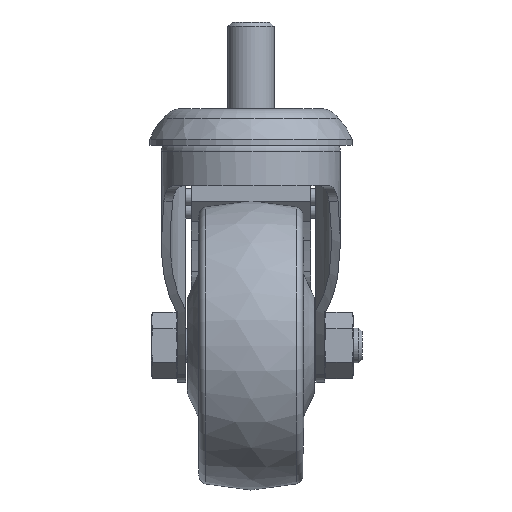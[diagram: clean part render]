
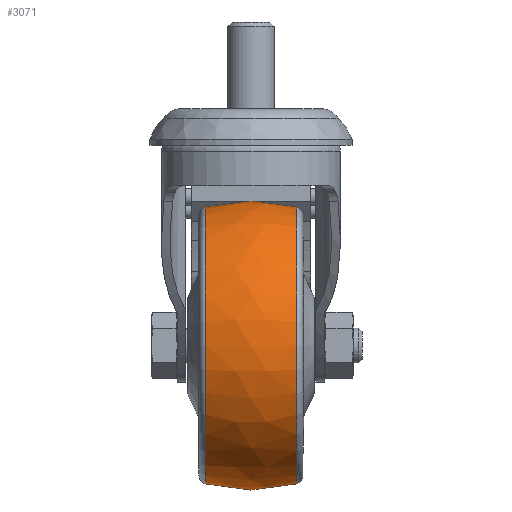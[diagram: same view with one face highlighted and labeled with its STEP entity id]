
A CAD part, left-side view. The second image highlights one B-rep face of the part: STEP entity #3071.
In plain terms, the highlighted free-form (B-spline) face has degree [2, 2] with [3, 9] control points.
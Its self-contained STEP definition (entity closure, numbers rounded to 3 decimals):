
#48=(
BOUNDED_SURFACE()
B_SPLINE_SURFACE(2,2,((#5857,#5858,#5859,#5860,#5861,#5862,#5863,#5864,
#5865),(#5866,#5867,#5868,#5869,#5870,#5871,#5872,#5873,#5874),(#5875,#5876,
#5877,#5878,#5879,#5880,#5881,#5882,#5883)),.UNSPECIFIED.,.F.,.T.,.F.)
B_SPLINE_SURFACE_WITH_KNOTS((3,3),(3,2,2,2,3),(-0.266,0.266),
(-3.142,-1.571,0.,1.571,3.142),
 .UNSPECIFIED.)
GEOMETRIC_REPRESENTATION_ITEM()
RATIONAL_B_SPLINE_SURFACE(((1.,0.707,1.,0.707,1.,
0.707,1.,0.707,1.),(0.965,0.682,
0.965,0.682,0.965,0.682,
0.965,0.682,0.965),(1.,0.707,
1.,0.707,1.,0.707,1.,0.707,1.)))
REPRESENTATION_ITEM('')
SURFACE()
);
#805=FACE_OUTER_BOUND('',#1026,.T.);
#1026=EDGE_LOOP('',(#2819,#2820,#2821,#2822));
#1223=CIRCLE('',#3674,23.943);
#1224=CIRCLE('',#3675,30.);
#1225=CIRCLE('',#3676,23.943);
#1549=VERTEX_POINT('',#5854);
#1550=VERTEX_POINT('',#5884);
#1973=EDGE_CURVE('',#1549,#1549,#1223,.T.);
#1974=EDGE_CURVE('',#1549,#1550,#1224,.T.);
#1975=EDGE_CURVE('',#1550,#1550,#1225,.T.);
#2819=ORIENTED_EDGE('',*,*,#1973,.F.);
#2820=ORIENTED_EDGE('',*,*,#1974,.T.);
#2821=ORIENTED_EDGE('',*,*,#1975,.T.);
#2822=ORIENTED_EDGE('',*,*,#1974,.F.);
#3071=ADVANCED_FACE('',(#805),#48,.F.);
#3674=AXIS2_PLACEMENT_3D('',#5856,#4616,#4617);
#3675=AXIS2_PLACEMENT_3D('',#5885,#4618,#4619);
#3676=AXIS2_PLACEMENT_3D('',#5886,#4620,#4621);
#4616=DIRECTION('center_axis',(1.,0.,0.));
#4617=DIRECTION('ref_axis',(0.,0.,-1.));
#4618=DIRECTION('center_axis',(0.,-1.,0.));
#4619=DIRECTION('ref_axis',(0.,0.,1.));
#4620=DIRECTION('center_axis',(1.,0.,0.));
#4621=DIRECTION('ref_axis',(0.,0.,-1.));
#5854=CARTESIAN_POINT('',(18.395,0.,23.943));
#5856=CARTESIAN_POINT('Origin',(18.395,0.,0.));
#5857=CARTESIAN_POINT('Ctrl Pts',(2.605,0.,23.943));
#5858=CARTESIAN_POINT('Ctrl Pts',(2.605,-23.943,23.943));
#5859=CARTESIAN_POINT('Ctrl Pts',(2.605,-23.943,0.));
#5860=CARTESIAN_POINT('Ctrl Pts',(2.605,-23.943,-23.943));
#5861=CARTESIAN_POINT('Ctrl Pts',(2.605,0.,-23.943));
#5862=CARTESIAN_POINT('Ctrl Pts',(2.605,23.943,-23.943));
#5863=CARTESIAN_POINT('Ctrl Pts',(2.605,23.943,0.));
#5864=CARTESIAN_POINT('Ctrl Pts',(2.605,23.943,23.943));
#5865=CARTESIAN_POINT('Ctrl Pts',(2.605,0.,23.943));
#5866=CARTESIAN_POINT('Ctrl Pts',(10.5,0.,26.096));
#5867=CARTESIAN_POINT('Ctrl Pts',(10.5,-26.096,26.096));
#5868=CARTESIAN_POINT('Ctrl Pts',(10.5,-26.096,0.));
#5869=CARTESIAN_POINT('Ctrl Pts',(10.5,-26.096,-26.096));
#5870=CARTESIAN_POINT('Ctrl Pts',(10.5,0.,-26.096));
#5871=CARTESIAN_POINT('Ctrl Pts',(10.5,26.096,-26.096));
#5872=CARTESIAN_POINT('Ctrl Pts',(10.5,26.096,0.));
#5873=CARTESIAN_POINT('Ctrl Pts',(10.5,26.096,26.096));
#5874=CARTESIAN_POINT('Ctrl Pts',(10.5,0.,26.096));
#5875=CARTESIAN_POINT('Ctrl Pts',(18.395,0.,23.943));
#5876=CARTESIAN_POINT('Ctrl Pts',(18.395,-23.943,23.943));
#5877=CARTESIAN_POINT('Ctrl Pts',(18.395,-23.943,0.));
#5878=CARTESIAN_POINT('Ctrl Pts',(18.395,-23.943,-23.943));
#5879=CARTESIAN_POINT('Ctrl Pts',(18.395,0.,-23.943));
#5880=CARTESIAN_POINT('Ctrl Pts',(18.395,23.943,-23.943));
#5881=CARTESIAN_POINT('Ctrl Pts',(18.395,23.943,0.));
#5882=CARTESIAN_POINT('Ctrl Pts',(18.395,23.943,23.943));
#5883=CARTESIAN_POINT('Ctrl Pts',(18.395,0.,23.943));
#5884=CARTESIAN_POINT('',(2.605,0.,23.943));
#5885=CARTESIAN_POINT('Origin',(10.5,0.,-5.));
#5886=CARTESIAN_POINT('Origin',(2.605,0.,0.));
